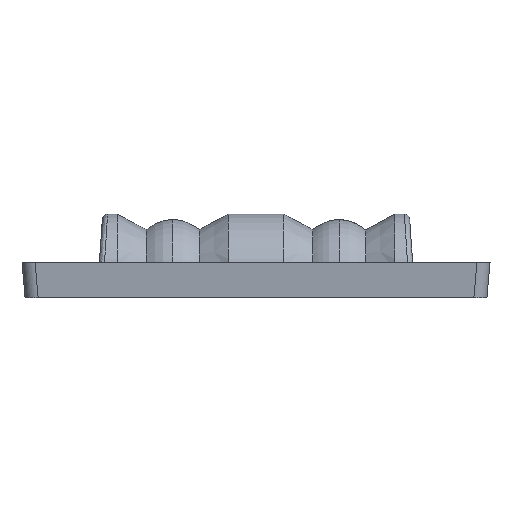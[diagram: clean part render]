
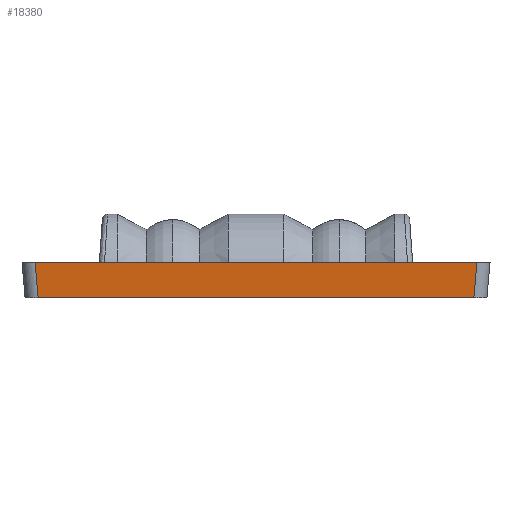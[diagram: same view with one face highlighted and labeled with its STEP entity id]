
A CAD part, left-side view. The second image highlights one B-rep face of the part: STEP entity #18380.
In plain terms, the highlighted planar face has unit normal (-0.996, 0, -0.087).
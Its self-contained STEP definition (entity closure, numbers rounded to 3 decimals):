
#747=CARTESIAN_POINT('',(-73.332,-45.94,-2.37));
#825=CARTESIAN_POINT('',(-73.332,20.54,-2.37));
#841=DIRECTION('',(-0.087,0.087,0.992));
#842=VECTOR('',#841,5.391);
#843=CARTESIAN_POINT('',(-73.332,20.54,-2.37));
#844=LINE('',#843,#842);
#845=DIRECTION('',(0.087,0.087,-0.992));
#846=VECTOR('',#845,5.391);
#847=CARTESIAN_POINT('',(-73.8,-46.408,2.98));
#848=LINE('',#847,#846);
#849=DIRECTION('',(0.,1.,0.));
#850=VECTOR('',#849,66.479);
#851=CARTESIAN_POINT('',(-73.332,-45.94,
-2.37));
#852=LINE('',#851,#850);
#853=DIRECTION('',(0.,1.,0.));
#854=VECTOR('',#853,67.415);
#855=CARTESIAN_POINT('',(-73.8,-46.408,2.98));
#856=LINE('',#855,#854);
#15186=VERTEX_POINT('',#747);
#15195=VERTEX_POINT('',#825);
#15390=CARTESIAN_POINT('',(-73.8,-46.408,2.98));
#15391=VERTEX_POINT('',#15390);
#15402=CARTESIAN_POINT('',(-73.8,21.008,2.98));
#15403=VERTEX_POINT('',#15402);
#18368=CARTESIAN_POINT('',(-73.8,-50.649,2.98));
#18369=DIRECTION('',(-0.996,0.,-0.087));
#18370=DIRECTION('',(-0.087,0.,0.996));
#18371=AXIS2_PLACEMENT_3D('',#18368,#18369,#18370);
#18372=PLANE('',#18371);
#18373=ORIENTED_EDGE('',*,*,#18359,.T.);
#18375=ORIENTED_EDGE('',*,*,#18374,.F.);
#18376=ORIENTED_EDGE('',*,*,#18277,.T.);
#18377=ORIENTED_EDGE('',*,*,#18033,.T.);
#18378=EDGE_LOOP('',(#18373,#18375,#18376,#18377));
#18379=FACE_OUTER_BOUND('',#18378,.F.);
#18380=ADVANCED_FACE('',(#18379),#18372,.T.);
#18033=EDGE_CURVE('',#15186,#15195,#852,.T.);
#18277=EDGE_CURVE('',#15391,#15186,#848,.T.);
#18359=EDGE_CURVE('',#15195,#15403,#844,.T.);
#18374=EDGE_CURVE('',#15391,#15403,#856,.T.);
